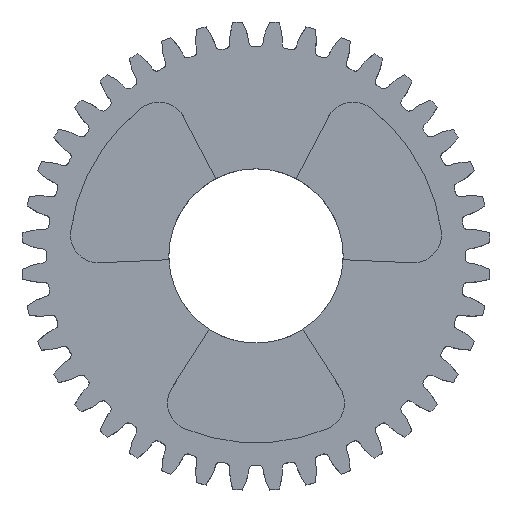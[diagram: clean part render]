
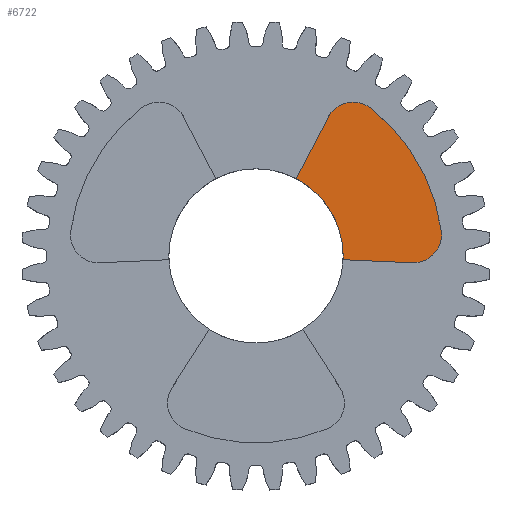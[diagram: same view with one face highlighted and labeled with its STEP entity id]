
A CAD part, top view. The second image highlights one B-rep face of the part: STEP entity #6722.
In plain terms, the highlighted planar face has unit normal (0, 0, 1).
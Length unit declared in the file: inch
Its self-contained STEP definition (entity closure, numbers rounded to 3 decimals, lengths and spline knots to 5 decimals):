
#319 = DIRECTION ( 'NONE',  ( 0., 0., 1. ) ) ;
#402 = VECTOR ( 'NONE', #4975, 39.37008 ) ;
#492 = EDGE_CURVE ( 'NONE', #2120, #515, #15309, .T. ) ;
#515 = VERTEX_POINT ( 'NONE', #16921 ) ;
#1456 = CIRCLE ( 'NONE', #4777, 0.83792 ) ;
#1489 = VECTOR ( 'NONE', #12970, 39.37008 ) ;
#2120 = VERTEX_POINT ( 'NONE', #7424 ) ;
#2153 = EDGE_CURVE ( 'NONE', #515, #7146, #6809, .T. ) ;
#2385 = DIRECTION ( 'NONE',  ( 0., 0., 1. ) ) ;
#2458 = ORIENTED_EDGE ( 'NONE', *, *, #9070, .T. ) ;
#2800 = AXIS2_PLACEMENT_3D ( 'NONE', #3562, #16829, #8884 ) ;
#2841 = CARTESIAN_POINT ( 'NONE',  ( 0.32409, 0.62257, 0.0375 ) ) ;
#2958 = DIRECTION ( 'NONE',  ( 0., 0., 1. ) ) ;
#3009 = VERTEX_POINT ( 'NONE', #12091 ) ;
#3268 = CARTESIAN_POINT ( 'NONE',  ( 0., 0., 0.0375 ) ) ;
#3562 = CARTESIAN_POINT ( 'NONE',  ( 0., 0., 0.0375 ) ) ;
#3769 = DIRECTION ( 'NONE',  ( 0., 0., -1. ) ) ;
#4009 = ORIENTED_EDGE ( 'NONE', *, *, #10353, .T. ) ;
#4235 = AXIS2_PLACEMENT_3D ( 'NONE', #12317, #4395, #13656 ) ;
#4395 = DIRECTION ( 'NONE',  ( 0., 0., 1. ) ) ;
#4419 = ORIENTED_EDGE ( 'NONE', *, *, #6055, .T. ) ;
#4595 = DIRECTION ( 'NONE',  ( -1., 0., 0. ) ) ;
#4777 = AXIS2_PLACEMENT_3D ( 'NONE', #10314, #2385, #11637 ) ;
#4975 = DIRECTION ( 'NONE',  ( 0.999, -0.044, 0. ) ) ;
#5038 = CARTESIAN_POINT ( 'NONE',  ( 0.38691, 0.74325, 0.0375 ) ) ;
#5213 = CIRCLE ( 'NONE', #7553, 0.39063 ) ;
#5703 = EDGE_CURVE ( 'NONE', #7146, #14785, #12840, .T. ) ;
#6055 = EDGE_CURVE ( 'NONE', #3009, #11492, #5213, .T. ) ;
#6158 = PLANE ( 'NONE',  #2800 ) ;
#6671 = AXIS2_PLACEMENT_3D ( 'NONE', #8232, #319, #9570 ) ;
#6722 = ADVANCED_FACE ( 'NONE', ( #9757 ), #6158, .T. ) ;
#6809 = CIRCLE ( 'NONE', #10756, 0.125 ) ;
#7146 = VERTEX_POINT ( 'NONE', #7472 ) ;
#7424 = CARTESIAN_POINT ( 'NONE',  ( 0.39025, -0.01704, 0.0375 ) ) ;
#7472 = CARTESIAN_POINT ( 'NONE',  ( 0.83166, 0.09427, 0.0375 ) ) ;
#7553 = AXIS2_PLACEMENT_3D ( 'NONE', #3268, #12518, #4595 ) ;
#7979 = ORIENTED_EDGE ( 'NONE', *, *, #12393, .T. ) ;
#8232 = CARTESIAN_POINT ( 'NONE',  ( 0.70666, 0.09427, 0.0375 ) ) ;
#8284 = CIRCLE ( 'NONE', #4235, 0.125 ) ;
#8314 = ORIENTED_EDGE ( 'NONE', *, *, #492, .T. ) ;
#8884 = DIRECTION ( 'NONE',  ( 1., 0., 0. ) ) ;
#9070 = EDGE_CURVE ( 'NONE', #11287, #9855, #8284, .T. ) ;
#9570 = DIRECTION ( 'NONE',  ( 1., 0., 0. ) ) ;
#9757 = FACE_OUTER_BOUND ( 'NONE', #9811, .T. ) ;
#9811 = EDGE_LOOP ( 'NONE', ( #8314, #13827, #15435, #4009, #2458, #14219, #4419, #7979 ) ) ;
#9855 = VERTEX_POINT ( 'NONE', #2841 ) ;
#10314 = CARTESIAN_POINT ( 'NONE',  ( 0., 0., 0.0375 ) ) ;
#10353 = EDGE_CURVE ( 'NONE', #14785, #11287, #1456, .T. ) ;
#10756 = AXIS2_PLACEMENT_3D ( 'NONE', #10882, #2958, #12205 ) ;
#10882 = CARTESIAN_POINT ( 'NONE',  ( 0.70666, 0.09427, 0.0375 ) ) ;
#10938 = CARTESIAN_POINT ( 'NONE',  ( 0.83057, 0.11079, 0.0375 ) ) ;
#11287 = VERTEX_POINT ( 'NONE', #11646 ) ;
#11492 = VERTEX_POINT ( 'NONE', #16501 ) ;
#11571 = CARTESIAN_POINT ( 'NONE',  ( 0.39025, -0.01704, 0.0375 ) ) ;
#11637 = DIRECTION ( 'NONE',  ( 1., 0., 0. ) ) ;
#11646 = CARTESIAN_POINT ( 'NONE',  ( 0.51123, 0.66389, 0.0375 ) ) ;
#11683 = CARTESIAN_POINT ( 'NONE',  ( 0., 0., 0.0375 ) ) ;
#12057 = LINE ( 'NONE', #5038, #1489 ) ;
#12091 = CARTESIAN_POINT ( 'NONE',  ( 0.18037, 0.34649, 0.0375 ) ) ;
#12205 = DIRECTION ( 'NONE',  ( 1., 0., 0. ) ) ;
#12317 = CARTESIAN_POINT ( 'NONE',  ( 0.43497, 0.56486, 0.0375 ) ) ;
#12393 = EDGE_CURVE ( 'NONE', #11492, #2120, #13255, .T. ) ;
#12518 = DIRECTION ( 'NONE',  ( 0., 0., -1. ) ) ;
#12840 = CIRCLE ( 'NONE', #6671, 0.125 ) ;
#12970 = DIRECTION ( 'NONE',  ( -0.462, -0.887, 0. ) ) ;
#13018 = DIRECTION ( 'NONE',  ( -1., 0., 0. ) ) ;
#13255 = CIRCLE ( 'NONE', #14229, 0.39063 ) ;
#13656 = DIRECTION ( 'NONE',  ( 1., 0., 0. ) ) ;
#13801 = EDGE_CURVE ( 'NONE', #9855, #3009, #12057, .T. ) ;
#13827 = ORIENTED_EDGE ( 'NONE', *, *, #2153, .T. ) ;
#14219 = ORIENTED_EDGE ( 'NONE', *, *, #13801, .T. ) ;
#14229 = AXIS2_PLACEMENT_3D ( 'NONE', #11683, #3769, #13018 ) ;
#14785 = VERTEX_POINT ( 'NONE', #10938 ) ;
#15309 = LINE ( 'NONE', #11571, #402 ) ;
#15435 = ORIENTED_EDGE ( 'NONE', *, *, #5703, .T. ) ;
#16501 = CARTESIAN_POINT ( 'NONE',  ( 0.39063, 0., 0.0375 ) ) ;
#16829 = DIRECTION ( 'NONE',  ( 0., 0., 1. ) ) ;
#16921 = CARTESIAN_POINT ( 'NONE',  ( 0.70121, -0.03062, 0.0375 ) ) ;
